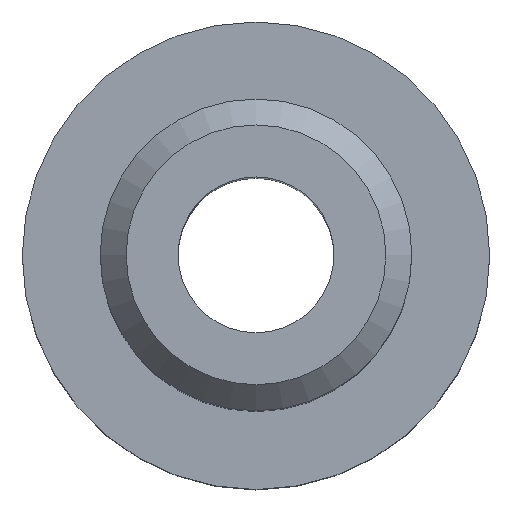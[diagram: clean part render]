
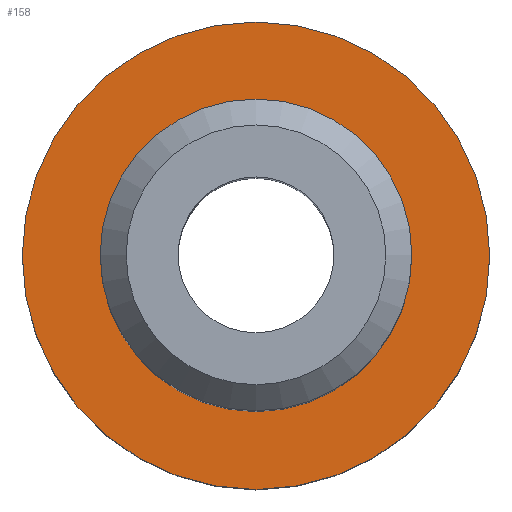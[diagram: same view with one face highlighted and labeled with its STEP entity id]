
A CAD part, top view. The second image highlights one B-rep face of the part: STEP entity #158.
In plain terms, the highlighted planar face has unit normal (0, 0, 1).
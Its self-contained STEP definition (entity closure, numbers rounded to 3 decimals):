
#22 = VERTEX_POINT('',#23);
#23 = CARTESIAN_POINT('',(12.,0.,20.));
#32 = CYLINDRICAL_SURFACE('',#33,12.);
#33 = AXIS2_PLACEMENT_3D('',#34,#35,#36);
#34 = CARTESIAN_POINT('',(0.,0.,20.));
#35 = DIRECTION('',(-0.,-0.,-1.));
#36 = DIRECTION('',(1.,0.,0.));
#79 = EDGE_CURVE('',#22,#22,#80,.T.);
#80 = SURFACE_CURVE('',#81,(#86,#93),.PCURVE_S1.);
#81 = CIRCLE('',#82,12.);
#82 = AXIS2_PLACEMENT_3D('',#83,#84,#85);
#83 = CARTESIAN_POINT('',(0.,0.,20.));
#84 = DIRECTION('',(0.,0.,1.));
#85 = DIRECTION('',(1.,0.,0.));
#86 = PCURVE('',#32,#87);
#87 = DEFINITIONAL_REPRESENTATION('',(#88),#92);
#88 = LINE('',#89,#90);
#89 = CARTESIAN_POINT('',(-0.,0.));
#90 = VECTOR('',#91,1.);
#91 = DIRECTION('',(-1.,0.));
#92 = ( GEOMETRIC_REPRESENTATION_CONTEXT(2) 
PARAMETRIC_REPRESENTATION_CONTEXT() REPRESENTATION_CONTEXT('2D SPACE',''
  ) );
#93 = PCURVE('',#94,#99);
#94 = PLANE('',#95);
#95 = AXIS2_PLACEMENT_3D('',#96,#97,#98);
#96 = CARTESIAN_POINT('',(0.,0.,20.));
#97 = DIRECTION('',(0.,0.,1.));
#98 = DIRECTION('',(1.,0.,-0.));
#99 = DEFINITIONAL_REPRESENTATION('',(#100),#104);
#100 = CIRCLE('',#101,12.);
#101 = AXIS2_PLACEMENT_2D('',#102,#103);
#102 = CARTESIAN_POINT('',(0.,0.));
#103 = DIRECTION('',(1.,0.));
#104 = ( GEOMETRIC_REPRESENTATION_CONTEXT(2) 
PARAMETRIC_REPRESENTATION_CONTEXT() REPRESENTATION_CONTEXT('2D SPACE',''
  ) );
#158 = ADVANCED_FACE('',(#159,#190),#94,.T.);
#159 = FACE_BOUND('',#160,.T.);
#160 = EDGE_LOOP('',(#161));
#161 = ORIENTED_EDGE('',*,*,#162,.T.);
#162 = EDGE_CURVE('',#163,#163,#165,.T.);
#163 = VERTEX_POINT('',#164);
#164 = CARTESIAN_POINT('',(18.,0.,20.));
#165 = SURFACE_CURVE('',#166,(#171,#178),.PCURVE_S1.);
#166 = CIRCLE('',#167,18.);
#167 = AXIS2_PLACEMENT_3D('',#168,#169,#170);
#168 = CARTESIAN_POINT('',(0.,0.,20.));
#169 = DIRECTION('',(0.,0.,1.));
#170 = DIRECTION('',(1.,0.,0.));
#171 = PCURVE('',#94,#172);
#172 = DEFINITIONAL_REPRESENTATION('',(#173),#177);
#173 = CIRCLE('',#174,18.);
#174 = AXIS2_PLACEMENT_2D('',#175,#176);
#175 = CARTESIAN_POINT('',(0.,0.));
#176 = DIRECTION('',(1.,0.));
#177 = ( GEOMETRIC_REPRESENTATION_CONTEXT(2) 
PARAMETRIC_REPRESENTATION_CONTEXT() REPRESENTATION_CONTEXT('2D SPACE',''
  ) );
#178 = PCURVE('',#179,#184);
#179 = CYLINDRICAL_SURFACE('',#180,18.);
#180 = AXIS2_PLACEMENT_3D('',#181,#182,#183);
#181 = CARTESIAN_POINT('',(0.,0.,0.));
#182 = DIRECTION('',(-0.,-0.,-1.));
#183 = DIRECTION('',(1.,0.,0.));
#184 = DEFINITIONAL_REPRESENTATION('',(#185),#189);
#185 = LINE('',#186,#187);
#186 = CARTESIAN_POINT('',(-0.,-20.));
#187 = VECTOR('',#188,1.);
#188 = DIRECTION('',(-1.,0.));
#189 = ( GEOMETRIC_REPRESENTATION_CONTEXT(2) 
PARAMETRIC_REPRESENTATION_CONTEXT() REPRESENTATION_CONTEXT('2D SPACE',''
  ) );
#190 = FACE_BOUND('',#191,.T.);
#191 = EDGE_LOOP('',(#192));
#192 = ORIENTED_EDGE('',*,*,#79,.F.);
